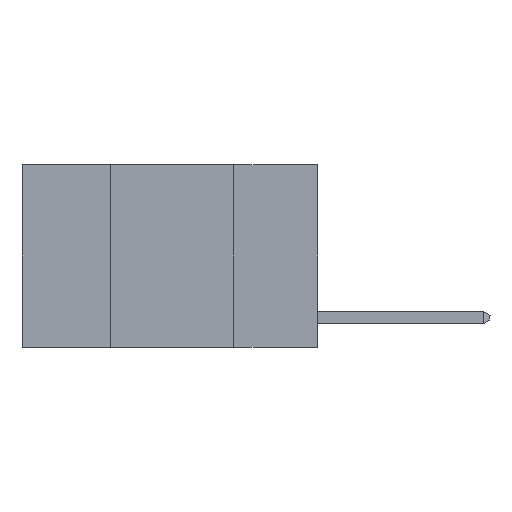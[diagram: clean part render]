
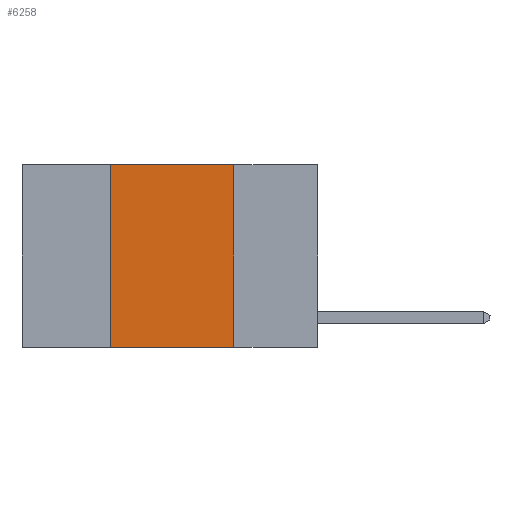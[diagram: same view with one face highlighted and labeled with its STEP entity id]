
A CAD part, left-side view. The second image highlights one B-rep face of the part: STEP entity #6258.
In plain terms, the highlighted planar face has unit normal (-1, 0, 0).
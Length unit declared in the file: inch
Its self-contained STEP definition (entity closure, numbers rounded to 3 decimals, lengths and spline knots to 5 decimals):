
#66 = VECTOR ( 'NONE', #14857, 39.37008 ) ;
#172 = VERTEX_POINT ( 'NONE', #7332 ) ;
#475 = VECTOR ( 'NONE', #12339, 39.37008 ) ;
#998 = CARTESIAN_POINT ( 'NONE',  ( 0., 0.6, 0. ) ) ;
#1683 = CARTESIAN_POINT ( 'NONE',  ( 0., 0.17, 0. ) ) ;
#1777 = VECTOR ( 'NONE', #14869, 39.37008 ) ;
#4506 = DIRECTION ( 'NONE',  ( 1., 0., 0. ) ) ;
#4842 = AXIS2_PLACEMENT_3D ( 'NONE', #9114, #4506, #12514 ) ;
#4971 = VERTEX_POINT ( 'NONE', #7225 ) ;
#4978 = LINE ( 'NONE', #8944, #475 ) ;
#5107 = LINE ( 'NONE', #13839, #1777 ) ;
#6258 = ADVANCED_FACE ( 'NONE', ( #11329 ), #12464, .F. ) ;
#7144 = CARTESIAN_POINT ( 'NONE',  ( 0., 0.42, 0. ) ) ;
#7225 = CARTESIAN_POINT ( 'NONE',  ( 0., 0.42, -0.37 ) ) ;
#7332 = CARTESIAN_POINT ( 'NONE',  ( 0., 0.42, 0. ) ) ;
#8595 = VERTEX_POINT ( 'NONE', #1683 ) ;
#8655 = EDGE_CURVE ( 'NONE', #4971, #10336, #4978, .T. ) ;
#8944 = CARTESIAN_POINT ( 'NONE',  ( 0., 0.6, -0.37 ) ) ;
#9114 = CARTESIAN_POINT ( 'NONE',  ( 0., 0.6, 0. ) ) ;
#9399 = EDGE_CURVE ( 'NONE', #4971, #172, #14800, .T. ) ;
#9516 = VECTOR ( 'NONE', #13796, 39.37008 ) ;
#10141 = ORIENTED_EDGE ( 'NONE', *, *, #10895, .F. ) ;
#10257 = ORIENTED_EDGE ( 'NONE', *, *, #13943, .F. ) ;
#10270 = ORIENTED_EDGE ( 'NONE', *, *, #9399, .F. ) ;
#10336 = VERTEX_POINT ( 'NONE', #13245 ) ;
#10488 = ORIENTED_EDGE ( 'NONE', *, *, #8655, .T. ) ;
#10895 = EDGE_CURVE ( 'NONE', #8595, #10336, #5107, .T. ) ;
#11329 = FACE_OUTER_BOUND ( 'NONE', #11722, .T. ) ;
#11722 = EDGE_LOOP ( 'NONE', ( #10141, #10257, #10270, #10488 ) ) ;
#12339 = DIRECTION ( 'NONE',  ( 0., -1., 0. ) ) ;
#12464 = PLANE ( 'NONE',  #4842 ) ;
#12502 = LINE ( 'NONE', #998, #9516 ) ;
#12514 = DIRECTION ( 'NONE',  ( 0., 0., -1. ) ) ;
#13245 = CARTESIAN_POINT ( 'NONE',  ( 0., 0.17, -0.37 ) ) ;
#13796 = DIRECTION ( 'NONE',  ( 0., -1., 0. ) ) ;
#13839 = CARTESIAN_POINT ( 'NONE',  ( 0., 0.17, 0. ) ) ;
#13943 = EDGE_CURVE ( 'NONE', #172, #8595, #12502, .T. ) ;
#14800 = LINE ( 'NONE', #7144, #66 ) ;
#14857 = DIRECTION ( 'NONE',  ( 0., 0., 1. ) ) ;
#14869 = DIRECTION ( 'NONE',  ( 0., 0., -1. ) ) ;
